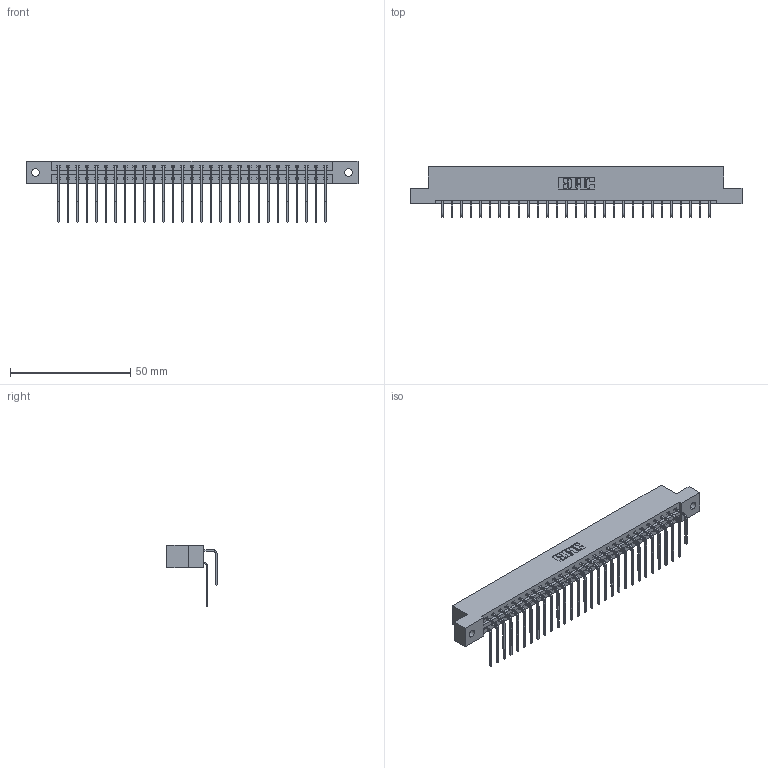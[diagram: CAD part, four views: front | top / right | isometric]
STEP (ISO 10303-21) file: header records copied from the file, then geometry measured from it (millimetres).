
FILE_DESCRIPTION (( 'STEP AP203' ), '1' );
FILE_NAME ('387-058-559-202.STEP', '2019-10-19T10:17:11', ( '' ), ( '' ), 'SwSTEP 2.0', 'SolidWorks 2016', '' );
FILE_SCHEMA (( 'CONFIG_CONTROL_DESIGN' ));
Length unit declared in the file: inch
Products named in the file (4): 345-292-001_558 559 Tail - 1; 387-058-559-202; 337 Part_Flush Mounting Lugs - 0.128 Dia; 345-292-001_559 Tail - 2
Assembly tree (59 placements, depth 2):
  387-058-559-202
    337 Part_Flush Mounting Lugs - 0.128 Dia
    345-292-001_558 559 Tail - 1  x29
    345-292-001_559 Tail - 2  x29
Bounding box: 137.92 x 20.9 x 25.53 mm (x, y, z)
Volume: 14660.2 mm3; surface area: 17854.4 mm2
Topology: 59 solids, 59 shells, 3362 faces, 9997 edges, 6586 vertices
Faces by surface type: plane 2390, cylinder 972
Entity records: 25953 total; most frequent: CARTESIAN_POINT 4429, ORIENTED_EDGE 4314, DIRECTION 3773, EDGE_CURVE 2157, VECTOR 1989, LINE 1989, VERTEX_POINT 1434, AXIS2_PLACEMENT_3D 892
